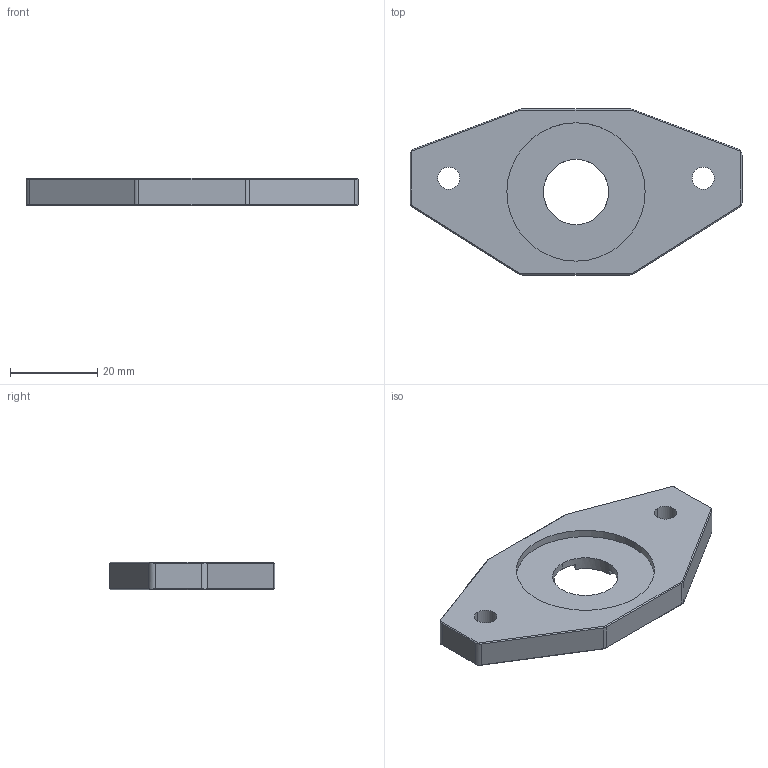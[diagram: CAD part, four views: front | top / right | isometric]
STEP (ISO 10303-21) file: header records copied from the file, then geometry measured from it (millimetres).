
FILE_DESCRIPTION (( 'STEP AP214' ), '1' );
FILE_NAME ('am-2652 PTO Lock out.STEP', '2016-12-28T17:52:46', ( '' ), ( '' ), 'SwSTEP 2.0', 'SolidWorks 2014', '' );
FILE_SCHEMA (( 'AUTOMOTIVE_DESIGN' ));
Length unit declared in the file: inch
Products named in the file (1): am-2652 PTO Lock out
Bounding box: 76.2 x 38.1 x 6.35 mm (x, y, z)
Volume: 10852.9 mm3; surface area: 5966.1 mm2
Topology: 1 solids, 1 shells, 65 faces, 186 edges, 124 vertices
Faces by surface type: plane 39, cylinder 26
Entity records: 2184 total; most frequent: CARTESIAN_POINT 472, ORIENTED_EDGE 372, DIRECTION 338, EDGE_CURVE 186, VERTEX_POINT 124, AXIS2_PLACEMENT_3D 118, LINE 102, VECTOR 102
